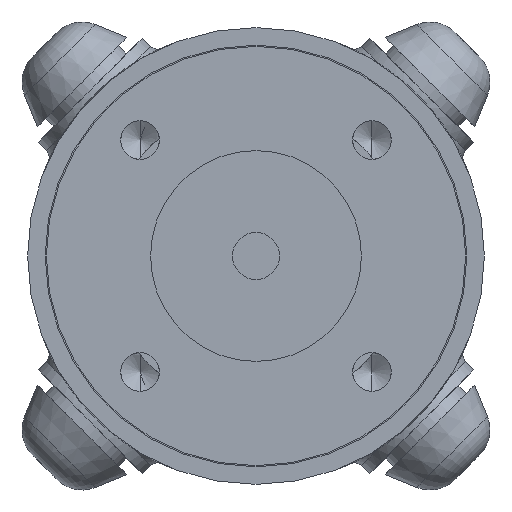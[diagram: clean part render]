
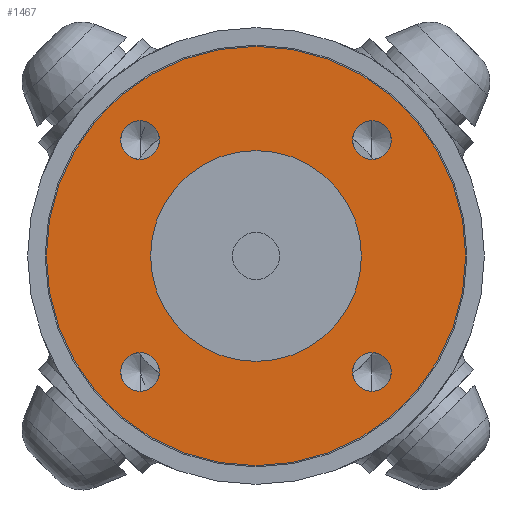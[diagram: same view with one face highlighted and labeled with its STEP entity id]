
A CAD part, left-side view. The second image highlights one B-rep face of the part: STEP entity #1467.
In plain terms, the highlighted planar face has unit normal (-1, 0, 0).
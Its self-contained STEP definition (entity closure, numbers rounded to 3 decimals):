
#16 = CIRCLE ( 'NONE', #1091, 1.65 ) ;
#39 = DIRECTION ( 'NONE',  ( 0., -1., 0. ) ) ;
#75 = EDGE_CURVE ( 'NONE', #3413, #547, #1591, .T. ) ;
#128 = FACE_BOUND ( 'NONE', #2773, .T. ) ;
#141 = EDGE_CURVE ( 'NONE', #2212, #1162, #16, .T. ) ;
#182 = AXIS2_PLACEMENT_3D ( 'NONE', #534, #642, #822 ) ;
#234 = VERTEX_POINT ( 'NONE', #2054 ) ;
#253 = AXIS2_PLACEMENT_3D ( 'NONE', #3064, #1518, #3353 ) ;
#264 = CARTESIAN_POINT ( 'NONE',  ( -87.6, -9., 0. ) ) ;
#267 = DIRECTION ( 'NONE',  ( 0., 0., 1. ) ) ;
#310 = CARTESIAN_POINT ( 'NONE',  ( -87.6, 17.9, 0. ) ) ;
#318 = DIRECTION ( 'NONE',  ( -1., 0., 0. ) ) ;
#345 = DIRECTION ( 'NONE',  ( -1., 0., 0. ) ) ;
#382 = CARTESIAN_POINT ( 'NONE',  ( -87.6, -17.9, 0. ) ) ;
#534 = CARTESIAN_POINT ( 'NONE',  ( -87.6, -9.899, -9.899 ) ) ;
#537 = VERTEX_POINT ( 'NONE', #264 ) ;
#538 = CIRCLE ( 'NONE', #1045, 9. ) ;
#547 = VERTEX_POINT ( 'NONE', #761 ) ;
#585 = CARTESIAN_POINT ( 'NONE',  ( -87.6, 0., 0. ) ) ;
#588 = ORIENTED_EDGE ( 'NONE', *, *, #1477, .F. ) ;
#637 = CARTESIAN_POINT ( 'NONE',  ( -87.6, 9.899, -11.549 ) ) ;
#642 = DIRECTION ( 'NONE',  ( -1., 0., 0. ) ) ;
#661 = CARTESIAN_POINT ( 'NONE',  ( -87.6, 9.899, -8.249 ) ) ;
#665 = ORIENTED_EDGE ( 'NONE', *, *, #2776, .F. ) ;
#686 = DIRECTION ( 'NONE',  ( -1., 0., 0. ) ) ;
#761 = CARTESIAN_POINT ( 'NONE',  ( -87.6, -9.899, -11.549 ) ) ;
#783 = CIRCLE ( 'NONE', #2723, 17.9 ) ;
#822 = DIRECTION ( 'NONE',  ( 0., 0., 1. ) ) ;
#838 = VERTEX_POINT ( 'NONE', #382 ) ;
#859 = DIRECTION ( 'NONE',  ( 0., 1., 0. ) ) ;
#864 = CARTESIAN_POINT ( 'NONE',  ( -87.6, -9.899, 11.549 ) ) ;
#865 = FACE_BOUND ( 'NONE', #2168, .T. ) ;
#902 = DIRECTION ( 'NONE',  ( 1., 0., 0. ) ) ;
#939 = ORIENTED_EDGE ( 'NONE', *, *, #141, .F. ) ;
#944 = CARTESIAN_POINT ( 'NONE',  ( -87.6, -9.899, 9.899 ) ) ;
#967 = DIRECTION ( 'NONE',  ( -1., 0., 0. ) ) ;
#1045 = AXIS2_PLACEMENT_3D ( 'NONE', #585, #2390, #859 ) ;
#1066 = AXIS2_PLACEMENT_3D ( 'NONE', #1889, #318, #2150 ) ;
#1091 = AXIS2_PLACEMENT_3D ( 'NONE', #944, #686, #267 ) ;
#1099 = ORIENTED_EDGE ( 'NONE', *, *, #2112, .T. ) ;
#1116 = CARTESIAN_POINT ( 'NONE',  ( -87.6, 9.899, -9.899 ) ) ;
#1121 = EDGE_CURVE ( 'NONE', #547, #3413, #1827, .T. ) ;
#1129 = DIRECTION ( 'NONE',  ( 1., 0., 0. ) ) ;
#1162 = VERTEX_POINT ( 'NONE', #864 ) ;
#1172 = AXIS2_PLACEMENT_3D ( 'NONE', #1581, #3425, #1849 ) ;
#1174 = EDGE_LOOP ( 'NONE', ( #1099, #2487 ) ) ;
#1253 = ORIENTED_EDGE ( 'NONE', *, *, #1453, .F. ) ;
#1378 = DIRECTION ( 'NONE',  ( 0., 0., 1. ) ) ;
#1379 = EDGE_CURVE ( 'NONE', #537, #234, #2388, .T. ) ;
#1453 = EDGE_CURVE ( 'NONE', #1561, #3098, #1539, .T. ) ;
#1467 = ADVANCED_FACE ( 'NONE', ( #865, #2232, #2913, #128, #2828, #1623 ), #2393, .T. ) ;
#1477 = EDGE_CURVE ( 'NONE', #3210, #838, #783, .T. ) ;
#1487 = AXIS2_PLACEMENT_3D ( 'NONE', #2504, #967, #2761 ) ;
#1496 = DIRECTION ( 'NONE',  ( -1., 0., 0. ) ) ;
#1518 = DIRECTION ( 'NONE',  ( -1., 0., 0. ) ) ;
#1539 = CIRCLE ( 'NONE', #2213, 1.65 ) ;
#1561 = VERTEX_POINT ( 'NONE', #637 ) ;
#1581 = CARTESIAN_POINT ( 'NONE',  ( -87.6, 0., 0. ) ) ;
#1591 = CIRCLE ( 'NONE', #182, 1.65 ) ;
#1623 = FACE_OUTER_BOUND ( 'NONE', #3312, .T. ) ;
#1628 = DIRECTION ( 'NONE',  ( -1., 0., 0. ) ) ;
#1643 = EDGE_LOOP ( 'NONE', ( #2179, #3006 ) ) ;
#1737 = EDGE_CURVE ( 'NONE', #1162, #2212, #1964, .T. ) ;
#1738 = CARTESIAN_POINT ( 'NONE',  ( -87.6, 17.9, 0. ) ) ;
#1747 = CIRCLE ( 'NONE', #253, 1.65 ) ;
#1827 = CIRCLE ( 'NONE', #1066, 1.65 ) ;
#1839 = CIRCLE ( 'NONE', #2417, 1.65 ) ;
#1849 = DIRECTION ( 'NONE',  ( 0., 1., 0. ) ) ;
#1889 = CARTESIAN_POINT ( 'NONE',  ( -87.6, -9.899, -9.899 ) ) ;
#1909 = CARTESIAN_POINT ( 'NONE',  ( -87.6, 9.899, -9.899 ) ) ;
#1939 = CARTESIAN_POINT ( 'NONE',  ( -87.6, 9.899, 8.249 ) ) ;
#1964 = CIRCLE ( 'NONE', #2897, 1.65 ) ;
#2043 = CIRCLE ( 'NONE', #1487, 1.65 ) ;
#2054 = CARTESIAN_POINT ( 'NONE',  ( -87.6, 9., 0. ) ) ;
#2112 = EDGE_CURVE ( 'NONE', #234, #537, #538, .T. ) ;
#2150 = DIRECTION ( 'NONE',  ( 0., 0., 1. ) ) ;
#2168 = EDGE_LOOP ( 'NONE', ( #3242, #939 ) ) ;
#2176 = DIRECTION ( 'NONE',  ( 0., 0., 1. ) ) ;
#2179 = ORIENTED_EDGE ( 'NONE', *, *, #75, .F. ) ;
#2201 = EDGE_CURVE ( 'NONE', #3098, #1561, #1839, .T. ) ;
#2212 = VERTEX_POINT ( 'NONE', #2681 ) ;
#2213 = AXIS2_PLACEMENT_3D ( 'NONE', #1116, #2909, #1378 ) ;
#2232 = FACE_BOUND ( 'NONE', #1643, .T. ) ;
#2250 = CARTESIAN_POINT ( 'NONE',  ( -87.6, 9.899, 11.549 ) ) ;
#2346 = AXIS2_PLACEMENT_3D ( 'NONE', #2438, #902, #2698 ) ;
#2362 = ORIENTED_EDGE ( 'NONE', *, *, #2363, .F. ) ;
#2363 = EDGE_CURVE ( 'NONE', #2708, #2549, #2043, .T. ) ;
#2388 = CIRCLE ( 'NONE', #1172, 9. ) ;
#2390 = DIRECTION ( 'NONE',  ( 1., 0., 0. ) ) ;
#2393 = PLANE ( 'NONE',  #2898 ) ;
#2417 = AXIS2_PLACEMENT_3D ( 'NONE', #1909, #345, #2176 ) ;
#2438 = CARTESIAN_POINT ( 'NONE',  ( -87.6, 0., 0. ) ) ;
#2457 = EDGE_LOOP ( 'NONE', ( #2618, #1253 ) ) ;
#2473 = CIRCLE ( 'NONE', #2346, 17.9 ) ;
#2487 = ORIENTED_EDGE ( 'NONE', *, *, #1379, .T. ) ;
#2504 = CARTESIAN_POINT ( 'NONE',  ( -87.6, 9.899, 9.899 ) ) ;
#2549 = VERTEX_POINT ( 'NONE', #1939 ) ;
#2618 = ORIENTED_EDGE ( 'NONE', *, *, #2201, .F. ) ;
#2646 = CARTESIAN_POINT ( 'NONE',  ( -87.6, -9.899, -8.249 ) ) ;
#2657 = CARTESIAN_POINT ( 'NONE',  ( -87.6, 0., 0. ) ) ;
#2681 = CARTESIAN_POINT ( 'NONE',  ( -87.6, -9.899, 8.249 ) ) ;
#2698 = DIRECTION ( 'NONE',  ( 0., 1., 0. ) ) ;
#2708 = VERTEX_POINT ( 'NONE', #2250 ) ;
#2723 = AXIS2_PLACEMENT_3D ( 'NONE', #2657, #1129, #2924 ) ;
#2761 = DIRECTION ( 'NONE',  ( 0., 0., 1. ) ) ;
#2773 = EDGE_LOOP ( 'NONE', ( #2362, #665 ) ) ;
#2776 = EDGE_CURVE ( 'NONE', #2549, #2708, #1747, .T. ) ;
#2828 = FACE_BOUND ( 'NONE', #1174, .T. ) ;
#2897 = AXIS2_PLACEMENT_3D ( 'NONE', #3046, #1496, #3336 ) ;
#2898 = AXIS2_PLACEMENT_3D ( 'NONE', #310, #1628, #39 ) ;
#2909 = DIRECTION ( 'NONE',  ( -1., 0., 0. ) ) ;
#2913 = FACE_BOUND ( 'NONE', #2457, .T. ) ;
#2922 = ORIENTED_EDGE ( 'NONE', *, *, #3018, .F. ) ;
#2924 = DIRECTION ( 'NONE',  ( 0., 1., 0. ) ) ;
#3006 = ORIENTED_EDGE ( 'NONE', *, *, #1121, .F. ) ;
#3018 = EDGE_CURVE ( 'NONE', #838, #3210, #2473, .T. ) ;
#3046 = CARTESIAN_POINT ( 'NONE',  ( -87.6, -9.899, 9.899 ) ) ;
#3064 = CARTESIAN_POINT ( 'NONE',  ( -87.6, 9.899, 9.899 ) ) ;
#3098 = VERTEX_POINT ( 'NONE', #661 ) ;
#3210 = VERTEX_POINT ( 'NONE', #1738 ) ;
#3242 = ORIENTED_EDGE ( 'NONE', *, *, #1737, .F. ) ;
#3312 = EDGE_LOOP ( 'NONE', ( #588, #2922 ) ) ;
#3336 = DIRECTION ( 'NONE',  ( 0., 0., 1. ) ) ;
#3353 = DIRECTION ( 'NONE',  ( 0., 0., 1. ) ) ;
#3413 = VERTEX_POINT ( 'NONE', #2646 ) ;
#3425 = DIRECTION ( 'NONE',  ( 1., 0., 0. ) ) ;
